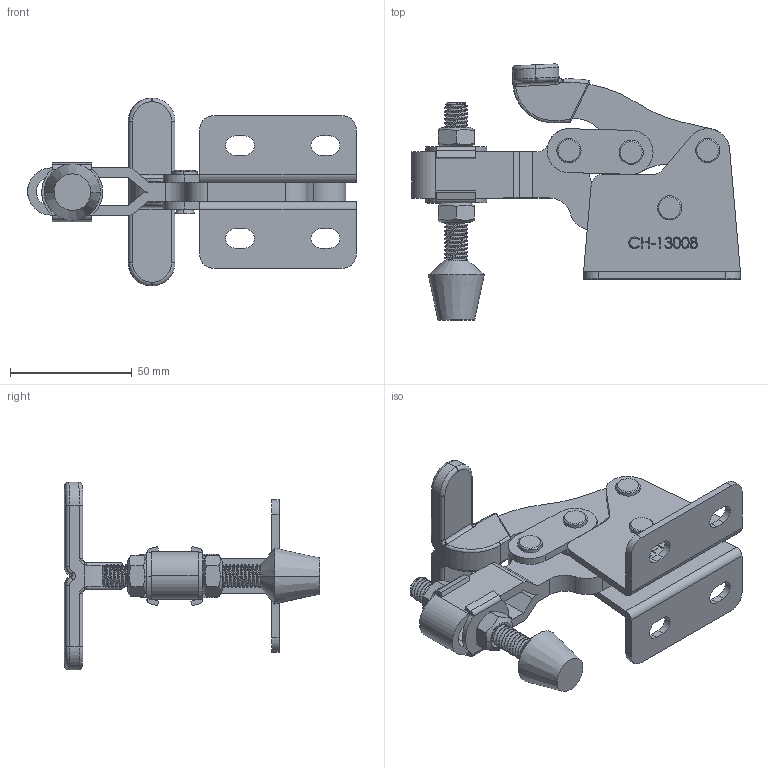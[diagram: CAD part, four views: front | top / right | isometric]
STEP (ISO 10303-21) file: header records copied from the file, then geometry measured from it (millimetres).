
FILE_DESCRIPTION (( 'STEP AP203' ), '1' );
FILE_NAME ('CH-13008.STEP', '2017-11-03T08:58:37', ( 'Windows' ), ( 'Microsoft' ), 'SwSTEP 2.0', 'SolidWorks 2015', '' );
FILE_SCHEMA (( 'CONFIG_CONTROL_DESIGN' ));
Length unit declared in the file: millimetre
Products named in the file (10): CH-13008; CH-13008-03 T-HANDLE; CH-13008-02 U-BAR; CH-13008-04 CONNECTING-PIATE; CH-13008-05; CH-13008-06; CH-FW-380; CH-FC-38312 Nut; CH-FC-38312 SPINDLE SUPPLIED; CH-13008-01 FLANGED BASE
Assembly tree (18 placements, depth 2):
  CH-13008
    CH-13008-01 FLANGED BASE
    CH-13008-03 T-HANDLE
    CH-13008-02 U-BAR
    CH-13008-04 CONNECTING-PIATE  x2
    CH-13008-05  x4
    CH-13008-06  x4
    CH-FW-380  x2
    CH-FC-38312 Nut  x2
    CH-FC-38312 SPINDLE SUPPLIED
Bounding box: 134.81 x 104.96 x 77 mm (x, y, z)
Volume: 87867.3 mm3; surface area: 55688.7 mm2
Topology: 19 solids, 20 shells, 2760 faces, 6691 edges, 4000 vertices
Faces by surface type: plane 1543, cylinder 890, bspline 206, cone 95, torus 26
Entity records: 50368 total; most frequent: CARTESIAN_POINT 21838, ORIENTED_EDGE 6046, DIRECTION 5186, EDGE_CURVE 3023, VERTEX_POINT 1884, AXIS2_PLACEMENT_3D 1813, LINE 1560, VECTOR 1560
